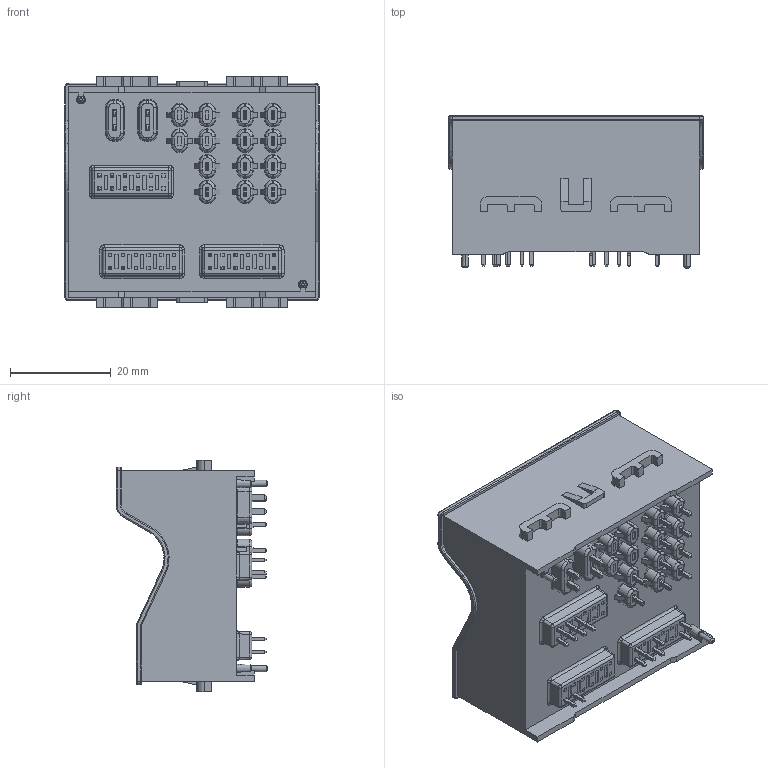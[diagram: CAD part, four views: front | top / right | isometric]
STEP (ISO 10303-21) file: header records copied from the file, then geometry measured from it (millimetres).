
FILE_DESCRIPTION (( 'STEP AP203' ), '1' );
FILE_NAME ('CUSTOMER_BB_P2786A22.STEP', '2020-08-25T13:21:13', ( '' ), ( '' ), 'SwSTEP 2.0', 'SolidWorks 2018', '' );
FILE_SCHEMA (( 'CONFIG_CONTROL_DESIGN' ));
Products named in the file (1): CUSTOMER_BB_P2786A22
Bounding box: 50.4 x 30.1 x 45.9 mm (x, y, z)
Volume: 11483.8 mm3; surface area: 16785.6 mm2
Topology: 1 solids, 1 shells, 2902 faces, 7370 edges, 4708 vertices
Faces by surface type: plane 1993, cylinder 396, bspline 329, torus 144, cone 28, sphere 12
Entity records: 98764 total; most frequent: CARTESIAN_POINT 30672, ORIENTED_EDGE 14716, DIRECTION 12701, EDGE_CURVE 7358, LINE 5691, VECTOR 5691, VERTEX_POINT 4708, AXIS2_PLACEMENT_3D 3505
